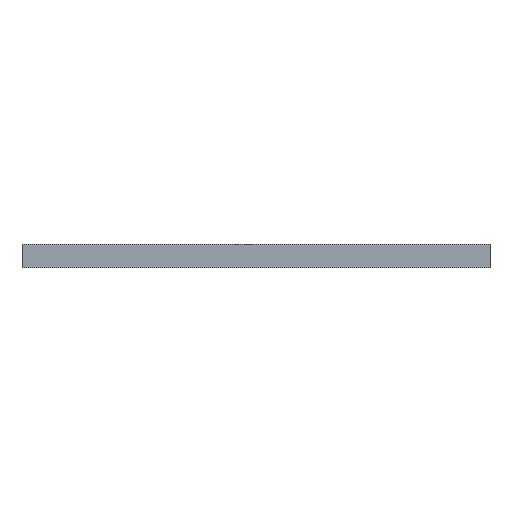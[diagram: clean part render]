
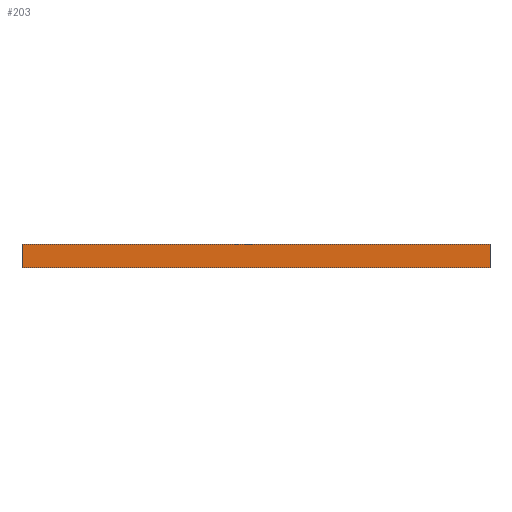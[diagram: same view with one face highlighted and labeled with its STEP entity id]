
A CAD part, front view. The second image highlights one B-rep face of the part: STEP entity #203.
In plain terms, the highlighted planar face has unit normal (0, -1, 0).
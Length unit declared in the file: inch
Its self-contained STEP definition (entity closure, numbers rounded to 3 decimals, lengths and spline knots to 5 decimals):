
#39 = VERTEX_POINT ( 'NONE', #4801 ) ;
#142 = FACE_OUTER_BOUND ( 'NONE', #3800, .T. ) ;
#203 = ADVANCED_FACE ( 'NONE', ( #142 ), #893, .T. ) ;
#422 = VECTOR ( 'NONE', #5663, 39.37008 ) ;
#601 = VECTOR ( 'NONE', #2207, 39.37008 ) ;
#893 = PLANE ( 'NONE',  #3558 ) ;
#1129 = CARTESIAN_POINT ( 'NONE',  ( -0.59055, -0.59055, 0.01969 ) ) ;
#1357 = EDGE_CURVE ( 'NONE', #3922, #2795, #6138, .T. ) ;
#1396 = DIRECTION ( 'NONE',  ( 0., -1., 0. ) ) ;
#1695 = CARTESIAN_POINT ( 'NONE',  ( 0.59055, -0.59055, 0. ) ) ;
#1923 = CARTESIAN_POINT ( 'NONE',  ( -0.59055, -0.59055, 0. ) ) ;
#2024 = VECTOR ( 'NONE', #5120, 39.37008 ) ;
#2071 = ORIENTED_EDGE ( 'NONE', *, *, #5883, .T. ) ;
#2207 = DIRECTION ( 'NONE',  ( 0., 0., 1. ) ) ;
#2795 = VERTEX_POINT ( 'NONE', #4804 ) ;
#2975 = ORIENTED_EDGE ( 'NONE', *, *, #5019, .F. ) ;
#3254 = DIRECTION ( 'NONE',  ( 0., 0., 1. ) ) ;
#3413 = LINE ( 'NONE', #3674, #2024 ) ;
#3487 = VERTEX_POINT ( 'NONE', #4398 ) ;
#3558 = AXIS2_PLACEMENT_3D ( 'NONE', #1923, #1396, #5434 ) ;
#3674 = CARTESIAN_POINT ( 'NONE',  ( -0.59055, -0.59055, -0.03937 ) ) ;
#3800 = EDGE_LOOP ( 'NONE', ( #2975, #2071, #6497, #5716 ) ) ;
#3833 = VECTOR ( 'NONE', #3254, 39.37008 ) ;
#3922 = VERTEX_POINT ( 'NONE', #6202 ) ;
#4277 = CARTESIAN_POINT ( 'NONE',  ( -0.59055, -0.59055, 0. ) ) ;
#4310 = EDGE_CURVE ( 'NONE', #39, #2795, #5490, .T. ) ;
#4398 = CARTESIAN_POINT ( 'NONE',  ( -0.59055, -0.59055, -0.03937 ) ) ;
#4801 = CARTESIAN_POINT ( 'NONE',  ( -0.59055, -0.59055, 0.01969 ) ) ;
#4804 = CARTESIAN_POINT ( 'NONE',  ( 0.59055, -0.59055, 0.01969 ) ) ;
#5019 = EDGE_CURVE ( 'NONE', #3487, #39, #6477, .T. ) ;
#5120 = DIRECTION ( 'NONE',  ( 1., 0., 0. ) ) ;
#5434 = DIRECTION ( 'NONE',  ( 1., 0., 0. ) ) ;
#5490 = LINE ( 'NONE', #1129, #422 ) ;
#5663 = DIRECTION ( 'NONE',  ( 1., 0., 0. ) ) ;
#5716 = ORIENTED_EDGE ( 'NONE', *, *, #4310, .F. ) ;
#5883 = EDGE_CURVE ( 'NONE', #3487, #3922, #3413, .T. ) ;
#6138 = LINE ( 'NONE', #1695, #601 ) ;
#6202 = CARTESIAN_POINT ( 'NONE',  ( 0.59055, -0.59055, -0.03937 ) ) ;
#6477 = LINE ( 'NONE', #4277, #3833 ) ;
#6497 = ORIENTED_EDGE ( 'NONE', *, *, #1357, .T. ) ;
